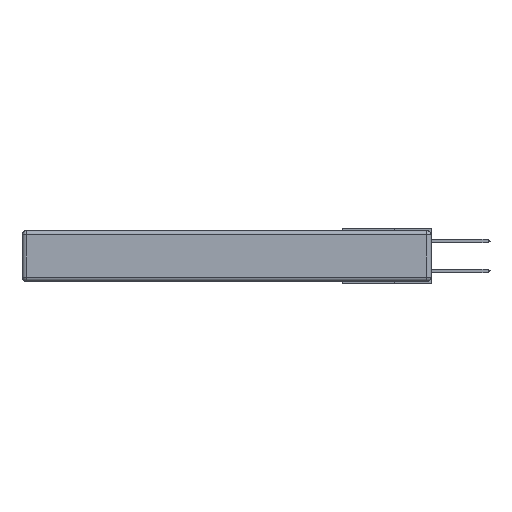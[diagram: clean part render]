
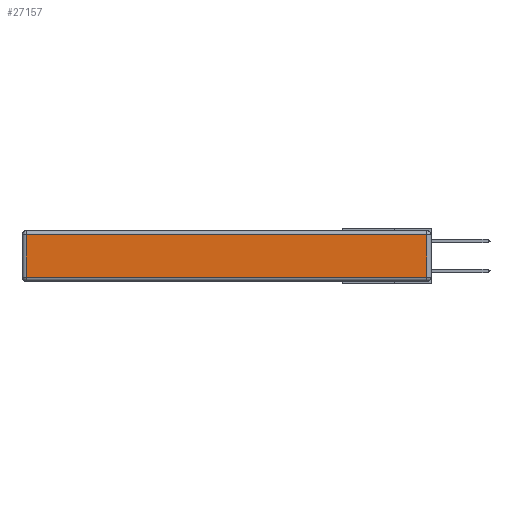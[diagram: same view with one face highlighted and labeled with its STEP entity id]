
A CAD part, left-side view. The second image highlights one B-rep face of the part: STEP entity #27157.
In plain terms, the highlighted planar face has unit normal (-1, 0, 0).
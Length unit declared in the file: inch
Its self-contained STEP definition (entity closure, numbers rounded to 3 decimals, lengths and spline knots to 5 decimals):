
#2277 = EDGE_LOOP ( 'NONE', ( #22907, #6206, #16612, #14035 ) ) ;
#2874 = EDGE_CURVE ( 'NONE', #24453, #25106, #22394, .T. ) ;
#3417 = DIRECTION ( 'NONE',  ( 0., 0., 1. ) ) ;
#4670 = CARTESIAN_POINT ( 'NONE',  ( 0., 0., -0.313 ) ) ;
#5539 = CARTESIAN_POINT ( 'NONE',  ( 0., 2.72, -0.343 ) ) ;
#6206 = ORIENTED_EDGE ( 'NONE', *, *, #2874, .T. ) ;
#6218 = VECTOR ( 'NONE', #13466, 39.37008 ) ;
#6380 = CARTESIAN_POINT ( 'NONE',  ( 0., 2.72, -0.313 ) ) ;
#6487 = CARTESIAN_POINT ( 'NONE',  ( 0., 0.03, -0.313 ) ) ;
#6658 = DIRECTION ( 'NONE',  ( 0., 1., 0. ) ) ;
#6760 = CARTESIAN_POINT ( 'NONE',  ( 0., 2.75, -0.03 ) ) ;
#7060 = CARTESIAN_POINT ( 'NONE',  ( 0., 0.03, -0.343 ) ) ;
#8659 = AXIS2_PLACEMENT_3D ( 'NONE', #10056, #25670, #3417 ) ;
#9410 = VECTOR ( 'NONE', #6658, 39.37008 ) ;
#10056 = CARTESIAN_POINT ( 'NONE',  ( 0., 0., -0.343 ) ) ;
#11133 = CARTESIAN_POINT ( 'NONE',  ( 0., 0.03, -0.03 ) ) ;
#11148 = EDGE_CURVE ( 'NONE', #11681, #17421, #26766, .T. ) ;
#11681 = VERTEX_POINT ( 'NONE', #21143 ) ;
#13466 = DIRECTION ( 'NONE',  ( 0., -1., 0. ) ) ;
#14035 = ORIENTED_EDGE ( 'NONE', *, *, #11148, .T. ) ;
#15785 = VECTOR ( 'NONE', #17934, 39.37008 ) ;
#16612 = ORIENTED_EDGE ( 'NONE', *, *, #22076, .T. ) ;
#17302 = FACE_OUTER_BOUND ( 'NONE', #2277, .T. ) ;
#17421 = VERTEX_POINT ( 'NONE', #6380 ) ;
#17934 = DIRECTION ( 'NONE',  ( 0., 0., 1. ) ) ;
#19165 = LINE ( 'NONE', #4670, #6218 ) ;
#19540 = LINE ( 'NONE', #6760, #9410 ) ;
#21143 = CARTESIAN_POINT ( 'NONE',  ( 0., 2.72, -0.03 ) ) ;
#22076 = EDGE_CURVE ( 'NONE', #25106, #11681, #19540, .T. ) ;
#22394 = LINE ( 'NONE', #7060, #15785 ) ;
#22907 = ORIENTED_EDGE ( 'NONE', *, *, #23234, .T. ) ;
#23234 = EDGE_CURVE ( 'NONE', #17421, #24453, #19165, .T. ) ;
#23420 = PLANE ( 'NONE',  #8659 ) ;
#23500 = DIRECTION ( 'NONE',  ( 0., 0., -1. ) ) ;
#24453 = VERTEX_POINT ( 'NONE', #6487 ) ;
#25106 = VERTEX_POINT ( 'NONE', #11133 ) ;
#25670 = DIRECTION ( 'NONE',  ( -1., 0., 0. ) ) ;
#26424 = VECTOR ( 'NONE', #23500, 39.37008 ) ;
#26766 = LINE ( 'NONE', #5539, #26424 ) ;
#27157 = ADVANCED_FACE ( 'NONE', ( #17302 ), #23420, .T. ) ;
